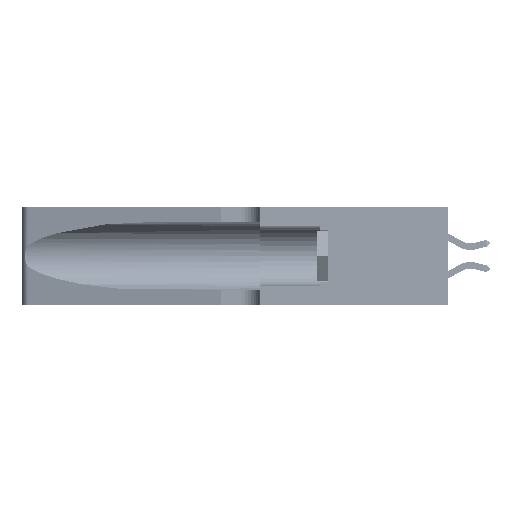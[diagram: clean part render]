
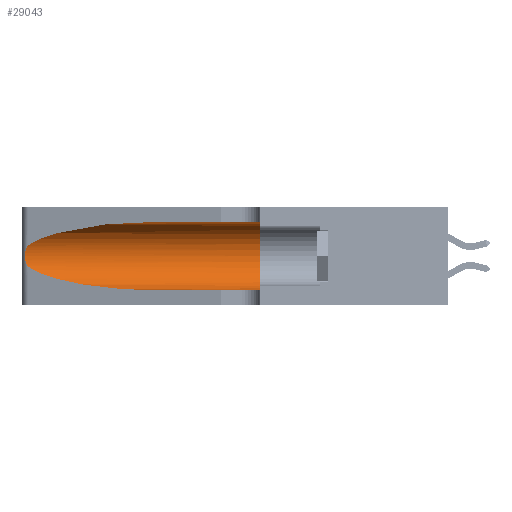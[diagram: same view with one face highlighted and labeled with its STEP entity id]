
A CAD part, left-side view. The second image highlights one B-rep face of the part: STEP entity #29043.
In plain terms, the highlighted cylindrical face has radius 3.308 mm (diameter 6.617 mm), a partial arc.
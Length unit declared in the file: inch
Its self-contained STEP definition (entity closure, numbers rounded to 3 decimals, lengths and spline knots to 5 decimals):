
#482 = CARTESIAN_POINT ( 'NONE',  ( 0.18966, 0.96281, 0.05475 ) ) ;
#505 = CARTESIAN_POINT ( 'NONE',  ( 0.25789, 1.23486, 0.15765 ) ) ;
#732 = ORIENTED_EDGE ( 'NONE', *, *, #14966, .T. ) ;
#2178 = AXIS2_PLACEMENT_3D ( 'NONE', #11601, #40219, #15706 ) ;
#2184 = VERTEX_POINT ( 'NONE', #38779 ) ;
#2525 = CARTESIAN_POINT ( 'NONE',  ( 0.1305, 1.61858, 0.05475 ) ) ;
#4016 = EDGE_LOOP ( 'NONE', ( #18887, #732, #34359, #33367, #27447, #37277 ) ) ;
#4652 = CARTESIAN_POINT ( 'NONE',  ( 0.25555, 1.22993, 0.14849 ) ) ;
#7444 = LINE ( 'NONE', #2525, #48410 ) ;
#8598 = CARTESIAN_POINT ( 'NONE',  ( 0.25555, 1.22994, 0.2215 ) ) ;
#10695 = EDGE_CURVE ( 'NONE', #34041, #21139, #48210, .T. ) ;
#11601 = CARTESIAN_POINT ( 'NONE',  ( 0.1305, 0.35, 0.185 ) ) ;
#12679 = EDGE_CURVE ( 'NONE', #45835, #49562, #7444, .T. ) ;
#12686 = CARTESIAN_POINT ( 'NONE',  ( 0.25487, 1.22718, 0.14631 ) ) ;
#12714 = CARTESIAN_POINT ( 'NONE',  ( 0.25787, 1.23484, 0.2124 ) ) ;
#13608 = CARTESIAN_POINT ( 'NONE',  ( 0.1305, 1.61858, 0.185 ) ) ;
#14966 = EDGE_CURVE ( 'NONE', #21139, #2184, #15735, .T. ) ;
#15706 = DIRECTION ( 'NONE',  ( 0., 0., 1. ) ) ;
#15735 = B_SPLINE_CURVE_WITH_KNOTS ( 'NONE', 3,
 ( #33036, #8598, #37171, #12714, #41345, #16839, #45481, #20965, #49564, #25030, #505, #29120, #4652, #33217 ),
 .UNSPECIFIED., .F., .F.,
 ( 4, 2, 2, 2, 2, 2, 4 ),
 ( 0., 0.00027, 0.00053, 0.00107, 0.0016, 0.00187, 0.00214 ),
 .UNSPECIFIED. ) ;
#16839 = CARTESIAN_POINT ( 'NONE',  ( 0.26018, 1.23835, 0.19895 ) ) ;
#17218 = CARTESIAN_POINT ( 'NONE',  ( 0.18966, 0.96281, 0.31525 ) ) ;
#18128 = CARTESIAN_POINT ( 'NONE',  ( 0.1305, 0.72297, 0.05475 ) ) ;
#18887 = ORIENTED_EDGE ( 'NONE', *, *, #10695, .T. ) ;
#19168 = EDGE_CURVE ( 'NONE', #34041, #37003, #32928, .T. ) ;
#20965 = CARTESIAN_POINT ( 'NONE',  ( 0.26075, 1.23896, 0.178 ) ) ;
#21139 = VERTEX_POINT ( 'NONE', #30692 ) ;
#22117 = VECTOR ( 'NONE', #46507, 39.37008 ) ;
#25001 = CARTESIAN_POINT ( 'NONE',  ( 0.2373, 1.15595, 0.08982 ) ) ;
#25030 = CARTESIAN_POINT ( 'NONE',  ( 0.25856, 1.23593, 0.16098 ) ) ;
#25746 = DIRECTION ( 'NONE',  ( 0., -1., 0. ) ) ;
#26727 = EDGE_CURVE ( 'NONE', #2184, #45835, #44316, .T. ) ;
#27041 = DIRECTION ( 'NONE',  ( 0., -1., 0. ) ) ;
#27447 = ORIENTED_EDGE ( 'NONE', *, *, #47062, .F. ) ;
#27654 = CARTESIAN_POINT ( 'NONE',  ( 0.1305, 0.35, 0.31525 ) ) ;
#27879 = CIRCLE ( 'NONE', #2178, 0.13025 ) ;
#29043 = ADVANCED_FACE ( 'NONE', ( #38158 ), #47806, .F. ) ;
#29091 = CARTESIAN_POINT ( 'NONE',  ( 0.1305, 0.72297, 0.05475 ) ) ;
#29120 = CARTESIAN_POINT ( 'NONE',  ( 0.25639, 1.23186, 0.15144 ) ) ;
#30692 = CARTESIAN_POINT ( 'NONE',  ( 0.25487, 1.22718, 0.22369 ) ) ;
#32695 = AXIS2_PLACEMENT_3D ( 'NONE', #13608, #25746, #50269 ) ;
#32928 = LINE ( 'NONE', #50430, #22117 ) ;
#33036 = CARTESIAN_POINT ( 'NONE',  ( 0.25487, 1.22718, 0.22369 ) ) ;
#33217 = CARTESIAN_POINT ( 'NONE',  ( 0.25487, 1.22718, 0.14631 ) ) ;
#33367 = ORIENTED_EDGE ( 'NONE', *, *, #12679, .T. ) ;
#34041 = VERTEX_POINT ( 'NONE', #52213 ) ;
#34359 = ORIENTED_EDGE ( 'NONE', *, *, #26727, .T. ) ;
#35889 = CARTESIAN_POINT ( 'NONE',  ( 0.1305, 0.35, 0.05475 ) ) ;
#37003 = VERTEX_POINT ( 'NONE', #27654 ) ;
#37171 = CARTESIAN_POINT ( 'NONE',  ( 0.25639, 1.23184, 0.21858 ) ) ;
#37277 = ORIENTED_EDGE ( 'NONE', *, *, #19168, .F. ) ;
#38158 = FACE_OUTER_BOUND ( 'NONE', #4016, .T. ) ;
#38779 = CARTESIAN_POINT ( 'NONE',  ( 0.25487, 1.22718, 0.14631 ) ) ;
#40219 = DIRECTION ( 'NONE',  ( 0., 1., 0. ) ) ;
#41345 = CARTESIAN_POINT ( 'NONE',  ( 0.25854, 1.2359, 0.20912 ) ) ;
#41721 = CARTESIAN_POINT ( 'NONE',  ( 0.2373, 1.15595, 0.28018 ) ) ;
#44316 =( BOUNDED_CURVE ( )  B_SPLINE_CURVE ( 3, ( #12686, #25001, #482, #29091 ),
 .UNSPECIFIED., .F., .T. ) 
 B_SPLINE_CURVE_WITH_KNOTS ( ( 4, 4 ),
 ( 3.44316, 4.71239 ),
 .UNSPECIFIED. ) 
 CURVE ( )  GEOMETRIC_REPRESENTATION_ITEM ( )  RATIONAL_B_SPLINE_CURVE ( ( 1., 0.87, 0.87, 1. ) ) 
 REPRESENTATION_ITEM ( '' )  );
#45481 = CARTESIAN_POINT ( 'NONE',  ( 0.26075, 1.23896, 0.19203 ) ) ;
#45835 = VERTEX_POINT ( 'NONE', #18128 ) ;
#45838 = CARTESIAN_POINT ( 'NONE',  ( 0.1305, 0.72297, 0.31525 ) ) ;
#46507 = DIRECTION ( 'NONE',  ( 0., -1., 0. ) ) ;
#47062 = EDGE_CURVE ( 'NONE', #37003, #49562, #27879, .T. ) ;
#47806 = CYLINDRICAL_SURFACE ( 'NONE', #32695, 0.13025 ) ;
#48210 =( BOUNDED_CURVE ( )  B_SPLINE_CURVE ( 3, ( #45838, #17218, #41721, #49938 ),
 .UNSPECIFIED., .F., .F. ) 
 B_SPLINE_CURVE_WITH_KNOTS ( ( 4, 4 ),
 ( 1.5708, 2.84003 ),
 .UNSPECIFIED. ) 
 CURVE ( )  GEOMETRIC_REPRESENTATION_ITEM ( )  RATIONAL_B_SPLINE_CURVE ( ( 1., 0.87, 0.87, 1. ) ) 
 REPRESENTATION_ITEM ( '' )  );
#48410 = VECTOR ( 'NONE', #27041, 39.37008 ) ;
#49562 = VERTEX_POINT ( 'NONE', #35889 ) ;
#49564 = CARTESIAN_POINT ( 'NONE',  ( 0.26017, 1.23833, 0.17102 ) ) ;
#49938 = CARTESIAN_POINT ( 'NONE',  ( 0.25487, 1.22718, 0.22369 ) ) ;
#50269 = DIRECTION ( 'NONE',  ( 0., 0., -1. ) ) ;
#50430 = CARTESIAN_POINT ( 'NONE',  ( 0.1305, 1.61858, 0.31525 ) ) ;
#52213 = CARTESIAN_POINT ( 'NONE',  ( 0.1305, 0.72297, 0.31525 ) ) ;
